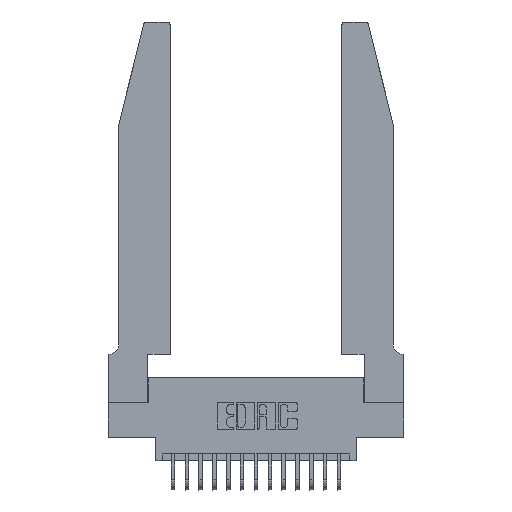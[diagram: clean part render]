
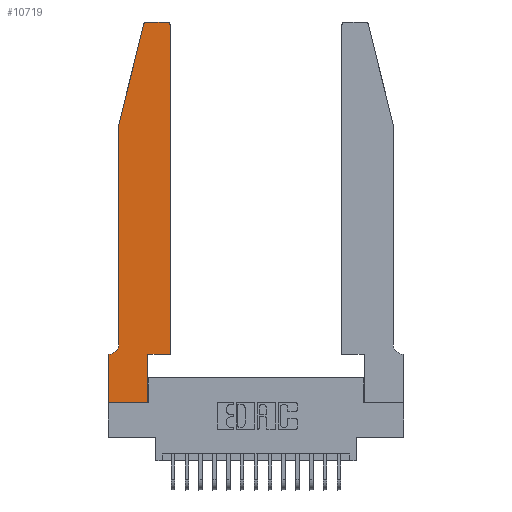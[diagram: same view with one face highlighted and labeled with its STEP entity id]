
A CAD part, top view. The second image highlights one B-rep face of the part: STEP entity #10719.
In plain terms, the highlighted planar face has unit normal (0, 0, 1).
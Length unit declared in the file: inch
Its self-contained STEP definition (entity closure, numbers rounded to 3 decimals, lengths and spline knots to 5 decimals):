
#440 = CARTESIAN_POINT ( 'NONE',  ( 0.4505, 0.35, 0.37 ) ) ;
#687 = DIRECTION ( 'NONE',  ( 0., 1., 0. ) ) ;
#754 = VECTOR ( 'NONE', #5737, 39.37008 ) ;
#1282 = CARTESIAN_POINT ( 'NONE',  ( 0., 0., 0.37 ) ) ;
#1313 = EDGE_CURVE ( 'NONE', #3507, #16238, #16721, .T. ) ;
#1438 = EDGE_CURVE ( 'NONE', #5190, #6024, #11452, .T. ) ;
#1578 = VERTEX_POINT ( 'NONE', #11132 ) ;
#1822 = ORIENTED_EDGE ( 'NONE', *, *, #19567, .T. ) ;
#2022 = DIRECTION ( 'NONE',  ( 0., 0., -1. ) ) ;
#2294 = CARTESIAN_POINT ( 'NONE',  ( 0.0755, 2., 0.37 ) ) ;
#2308 = CARTESIAN_POINT ( 'NONE',  ( 0.4505, 0.35, 0.37 ) ) ;
#2676 = EDGE_CURVE ( 'NONE', #5681, #19580, #15134, .T. ) ;
#2872 = DIRECTION ( 'NONE',  ( 0., -1., 0. ) ) ;
#2881 = EDGE_CURVE ( 'NONE', #16238, #20326, #3652, .T. ) ;
#3507 = VERTEX_POINT ( 'NONE', #2308 ) ;
#3551 = LINE ( 'NONE', #15350, #20047 ) ;
#3652 = CIRCLE ( 'NONE', #3693, 0.03 ) ;
#3661 = DIRECTION ( 'NONE',  ( -1., 0., 0. ) ) ;
#3693 = AXIS2_PLACEMENT_3D ( 'NONE', #20011, #3858, #16649 ) ;
#3763 = CARTESIAN_POINT ( 'NONE',  ( 0.0755, 2., 0.37 ) ) ;
#3858 = DIRECTION ( 'NONE',  ( 0., 0., 1. ) ) ;
#3887 = VECTOR ( 'NONE', #9695, 39.37008 ) ;
#4185 = CARTESIAN_POINT ( 'NONE',  ( 0., 0., 0.37 ) ) ;
#4282 = VERTEX_POINT ( 'NONE', #4185 ) ;
#4416 = ORIENTED_EDGE ( 'NONE', *, *, #14654, .T. ) ;
#4589 = EDGE_CURVE ( 'NONE', #19580, #4282, #12331, .T. ) ;
#5114 = VERTEX_POINT ( 'NONE', #17851 ) ;
#5158 = ORIENTED_EDGE ( 'NONE', *, *, #17285, .T. ) ;
#5190 = VERTEX_POINT ( 'NONE', #17192 ) ;
#5301 = DIRECTION ( 'NONE',  ( 1., 0., 0. ) ) ;
#5681 = VERTEX_POINT ( 'NONE', #11864 ) ;
#5737 = DIRECTION ( 'NONE',  ( 1., 0., 0. ) ) ;
#5920 = CARTESIAN_POINT ( 'NONE',  ( 0.4505, 2.72, 0.37 ) ) ;
#5956 = CARTESIAN_POINT ( 'NONE',  ( 0.0755, 2., 0.37 ) ) ;
#6024 = VERTEX_POINT ( 'NONE', #8050 ) ;
#6084 = ORIENTED_EDGE ( 'NONE', *, *, #1313, .T. ) ;
#6560 = DIRECTION ( 'NONE',  ( 0., 0., 1. ) ) ;
#6705 = EDGE_LOOP ( 'NONE', ( #15737, #1822, #16568, #5158, #17324, #9184, #19655, #4416, #20151, #17937, #6084, #20009 ) ) ;
#7084 = DIRECTION ( 'NONE',  ( 0., -1., 0. ) ) ;
#7247 = LINE ( 'NONE', #3763, #19061 ) ;
#7312 = VERTEX_POINT ( 'NONE', #20294 ) ;
#7365 = DIRECTION ( 'NONE',  ( -1., 0., 0. ) ) ;
#8050 = CARTESIAN_POINT ( 'NONE',  ( 0.2865, 0.35, 0.37 ) ) ;
#8161 = DIRECTION ( 'NONE',  ( 1., 0., 0. ) ) ;
#8188 = EDGE_CURVE ( 'NONE', #5114, #14040, #7247, .T. ) ;
#8340 = CARTESIAN_POINT ( 'NONE',  ( 0.0055, 0.42, 0.37 ) ) ;
#8371 = LINE ( 'NONE', #15301, #754 ) ;
#8394 = DIRECTION ( 'NONE',  ( -0.239, -0.971, 0. ) ) ;
#8554 = CARTESIAN_POINT ( 'NONE',  ( 0., 0.35, 0.37 ) ) ;
#8984 = AXIS2_PLACEMENT_3D ( 'NONE', #16148, #6560, #8161 ) ;
#9184 = ORIENTED_EDGE ( 'NONE', *, *, #2676, .T. ) ;
#9695 = DIRECTION ( 'NONE',  ( 1., 0., 0. ) ) ;
#9974 = CARTESIAN_POINT ( 'NONE',  ( 0.0755, 0.35, 0.37 ) ) ;
#10126 = FACE_OUTER_BOUND ( 'NONE', #6705, .T. ) ;
#10682 = DIRECTION ( 'NONE',  ( 0., 0., 1. ) ) ;
#10719 = ADVANCED_FACE ( 'NONE', ( #10126 ), #13008, .T. ) ;
#11132 = CARTESIAN_POINT ( 'NONE',  ( 0.284, 2.75, 0.37 ) ) ;
#11452 = LINE ( 'NONE', #15551, #17456 ) ;
#11650 = AXIS2_PLACEMENT_3D ( 'NONE', #14036, #10682, #5301 ) ;
#11717 = DIRECTION ( 'NONE',  ( -1., 0., 0. ) ) ;
#11864 = CARTESIAN_POINT ( 'NONE',  ( 0.0055, 0.35, 0.37 ) ) ;
#11920 = CARTESIAN_POINT ( 'NONE',  ( 0.4205, 2.75, 0.37 ) ) ;
#11958 = VECTOR ( 'NONE', #687, 39.37008 ) ;
#12331 = LINE ( 'NONE', #1282, #19839 ) ;
#13008 = PLANE ( 'NONE',  #11650 ) ;
#13301 = AXIS2_PLACEMENT_3D ( 'NONE', #8340, #2022, #11717 ) ;
#13379 = CARTESIAN_POINT ( 'NONE',  ( 0.4505, 0.35, 0.37 ) ) ;
#13632 = VECTOR ( 'NONE', #3661, 39.37008 ) ;
#14036 = CARTESIAN_POINT ( 'NONE',  ( 0., 0.35, 0.37 ) ) ;
#14040 = VERTEX_POINT ( 'NONE', #5956 ) ;
#14050 = LINE ( 'NONE', #2294, #15040 ) ;
#14654 = EDGE_CURVE ( 'NONE', #4282, #5190, #8371, .T. ) ;
#15040 = VECTOR ( 'NONE', #7084, 39.37008 ) ;
#15134 = LINE ( 'NONE', #9974, #13632 ) ;
#15301 = CARTESIAN_POINT ( 'NONE',  ( 0., 0., 0.37 ) ) ;
#15350 = CARTESIAN_POINT ( 'NONE',  ( 0.2605, 2.75, 0.37 ) ) ;
#15381 = LINE ( 'NONE', #440, #3887 ) ;
#15396 = EDGE_CURVE ( 'NONE', #6024, #3507, #15381, .T. ) ;
#15551 = CARTESIAN_POINT ( 'NONE',  ( 0.2865, 0.35, 0.37 ) ) ;
#15737 = ORIENTED_EDGE ( 'NONE', *, *, #18517, .T. ) ;
#16148 = CARTESIAN_POINT ( 'NONE',  ( 0.284, 2.72, 0.37 ) ) ;
#16238 = VERTEX_POINT ( 'NONE', #5920 ) ;
#16568 = ORIENTED_EDGE ( 'NONE', *, *, #8188, .T. ) ;
#16649 = DIRECTION ( 'NONE',  ( 1., 0., 0. ) ) ;
#16721 = LINE ( 'NONE', #13379, #11958 ) ;
#17192 = CARTESIAN_POINT ( 'NONE',  ( 0.2865, 0., 0.37 ) ) ;
#17245 = CIRCLE ( 'NONE', #13301, 0.07 ) ;
#17285 = EDGE_CURVE ( 'NONE', #14040, #7312, #14050, .T. ) ;
#17324 = ORIENTED_EDGE ( 'NONE', *, *, #19951, .T. ) ;
#17456 = VECTOR ( 'NONE', #20259, 39.37008 ) ;
#17488 = CIRCLE ( 'NONE', #8984, 0.03 ) ;
#17851 = CARTESIAN_POINT ( 'NONE',  ( 0.25487, 2.72718, 0.37 ) ) ;
#17937 = ORIENTED_EDGE ( 'NONE', *, *, #15396, .T. ) ;
#18517 = EDGE_CURVE ( 'NONE', #20326, #1578, #3551, .T. ) ;
#19061 = VECTOR ( 'NONE', #8394, 39.37008 ) ;
#19567 = EDGE_CURVE ( 'NONE', #1578, #5114, #17488, .T. ) ;
#19580 = VERTEX_POINT ( 'NONE', #8554 ) ;
#19655 = ORIENTED_EDGE ( 'NONE', *, *, #4589, .T. ) ;
#19839 = VECTOR ( 'NONE', #2872, 39.37008 ) ;
#19951 = EDGE_CURVE ( 'NONE', #7312, #5681, #17245, .T. ) ;
#20009 = ORIENTED_EDGE ( 'NONE', *, *, #2881, .T. ) ;
#20011 = CARTESIAN_POINT ( 'NONE',  ( 0.4205, 2.72, 0.37 ) ) ;
#20047 = VECTOR ( 'NONE', #7365, 39.37008 ) ;
#20151 = ORIENTED_EDGE ( 'NONE', *, *, #1438, .T. ) ;
#20259 = DIRECTION ( 'NONE',  ( 0., 1., 0. ) ) ;
#20294 = CARTESIAN_POINT ( 'NONE',  ( 0.0755, 0.42, 0.37 ) ) ;
#20326 = VERTEX_POINT ( 'NONE', #11920 ) ;
